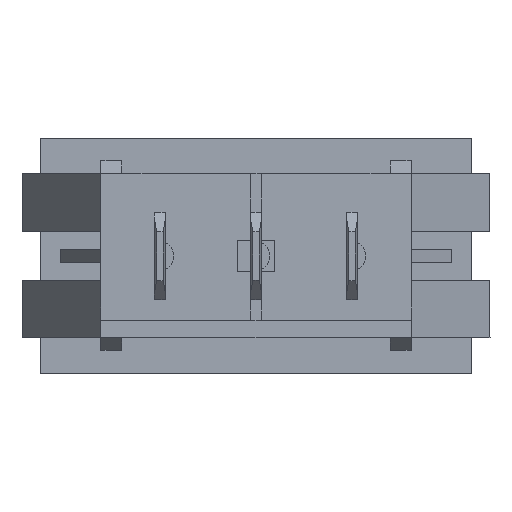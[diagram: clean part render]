
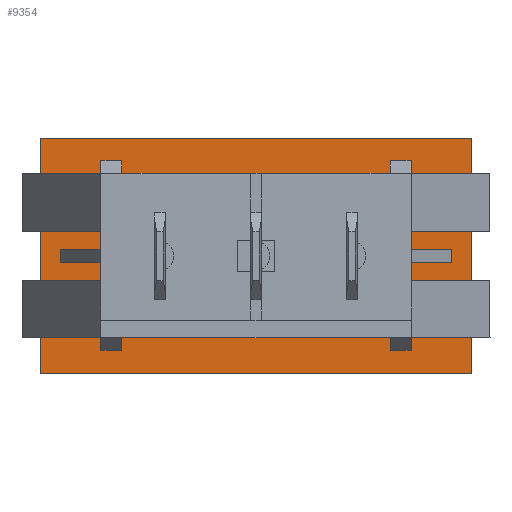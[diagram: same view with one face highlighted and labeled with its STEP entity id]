
A CAD part, front view. The second image highlights one B-rep face of the part: STEP entity #9354.
In plain terms, the highlighted planar face has unit normal (0, -1, 0).
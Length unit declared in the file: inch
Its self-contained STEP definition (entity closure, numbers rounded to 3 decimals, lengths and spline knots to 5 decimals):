
#7681=CARTESIAN_POINT('',(0.444,0.38825,-0.60945));
#7682=VERTEX_POINT('',#7681);
#7689=CARTESIAN_POINT('',(0.444,0.38825,-0.4157));
#7690=VERTEX_POINT('',#7689);
#7691=CARTESIAN_POINT('',(0.444,0.38825,-0.4157));
#7692=DIRECTION('',(0.,0.,-1.0));
#7693=VECTOR('',#7692,0.19375);
#7694=LINE('',#7691,#7693);
#7695=EDGE_CURVE('',#7690,#7682,#7694,.T.);
#7713=CARTESIAN_POINT('',(0.444,0.38825,-0.3757));
#7714=VERTEX_POINT('',#7713);
#7721=CARTESIAN_POINT('',(0.444,0.38825,-0.17945));
#7722=VERTEX_POINT('',#7721);
#7723=CARTESIAN_POINT('',(0.444,0.38825,-0.17945));
#7724=DIRECTION('',(0.,0.,-1.0));
#7725=VECTOR('',#7724,0.19625);
#7726=LINE('',#7723,#7725);
#7727=EDGE_CURVE('',#7722,#7714,#7726,.T.);
#7809=CARTESIAN_POINT('',(-0.444,0.38825,-0.17945));
#7810=VERTEX_POINT('',#7809);
#7817=CARTESIAN_POINT('',(-0.444,0.38825,-0.3757));
#7818=VERTEX_POINT('',#7817);
#7819=CARTESIAN_POINT('',(-0.444,0.38825,-0.3757));
#7820=DIRECTION('',(0.,0.,1.0));
#7821=VECTOR('',#7820,0.19625);
#7822=LINE('',#7819,#7821);
#7823=EDGE_CURVE('',#7818,#7810,#7822,.T.);
#7841=CARTESIAN_POINT('',(-0.444,0.38825,-0.4157));
#7842=VERTEX_POINT('',#7841);
#7849=CARTESIAN_POINT('',(-0.444,0.38825,-0.60945));
#7850=VERTEX_POINT('',#7849);
#7851=CARTESIAN_POINT('',(-0.444,0.38825,-0.60945));
#7852=DIRECTION('',(0.,0.,1.0));
#7853=VECTOR('',#7852,0.19375);
#7854=LINE('',#7851,#7853);
#7855=EDGE_CURVE('',#7850,#7842,#7854,.T.);
#9061=CARTESIAN_POINT('',(0.444,0.38825,-0.17945));
#9062=DIRECTION('',(-1.0,0.,0.));
#9063=VECTOR('',#9062,0.888);
#9064=LINE('',#9061,#9063);
#9065=EDGE_CURVE('',#7722,#7810,#9064,.T.);
#9099=CARTESIAN_POINT('',(-0.444,0.38825,-0.60945));
#9100=DIRECTION('',(1.0,0.,0.));
#9101=VECTOR('',#9100,0.888);
#9102=LINE('',#9099,#9101);
#9103=EDGE_CURVE('',#7850,#7682,#9102,.T.);
#9114=CARTESIAN_POINT('',(0.5595,0.38825,-0.3757));
#9115=VERTEX_POINT('',#9114);
#9116=CARTESIAN_POINT('',(0.444,0.38825,-0.3757));
#9117=DIRECTION('',(1.0,0.0,0.));
#9118=VECTOR('',#9117,0.1155);
#9119=LINE('',#9116,#9118);
#9120=EDGE_CURVE('',#7714,#9115,#9119,.T.);
#9169=CARTESIAN_POINT('',(0.5595,0.38825,-0.4157));
#9170=VERTEX_POINT('',#9169);
#9177=CARTESIAN_POINT('',(0.5595,0.38825,-0.3757));
#9178=DIRECTION('',(0.,0.,-1.0));
#9179=VECTOR('',#9178,0.04);
#9180=LINE('',#9177,#9179);
#9181=EDGE_CURVE('',#9115,#9170,#9180,.T.);
#9195=CARTESIAN_POINT('',(0.5595,0.38825,-0.4157));
#9196=DIRECTION('',(-1.0,0.0,0.));
#9197=VECTOR('',#9196,0.1155);
#9198=LINE('',#9195,#9197);
#9199=EDGE_CURVE('',#9170,#7690,#9198,.T.);
#9212=CARTESIAN_POINT('',(-0.5595,0.38825,-0.3757));
#9213=VERTEX_POINT('',#9212);
#9227=CARTESIAN_POINT('',(-0.5595,0.38825,-0.3757));
#9228=DIRECTION('',(1.0,0.0,0.));
#9229=VECTOR('',#9228,0.1155);
#9230=LINE('',#9227,#9229);
#9231=EDGE_CURVE('',#9213,#7818,#9230,.T.);
#9241=CARTESIAN_POINT('',(-0.5595,0.38825,-0.4157));
#9242=VERTEX_POINT('',#9241);
#9258=CARTESIAN_POINT('',(-0.5595,0.38825,-0.4157));
#9259=DIRECTION('',(0.,0.,1.0));
#9260=VECTOR('',#9259,0.04);
#9261=LINE('',#9258,#9260);
#9262=EDGE_CURVE('',#9242,#9213,#9261,.T.);
#9292=CARTESIAN_POINT('',(-0.444,0.38825,-0.4157));
#9293=DIRECTION('',(-1.0,0.0,0.));
#9294=VECTOR('',#9293,0.1155);
#9295=LINE('',#9292,#9294);
#9296=EDGE_CURVE('',#7842,#9242,#9295,.T.);
#9301=CARTESIAN_POINT('',(0.,0.38825,-0.3957));
#9302=DIRECTION('',(0.0,1.0,0.0));
#9303=DIRECTION('',(-1.0,0.0,0.));
#9304=AXIS2_PLACEMENT_3D('',#9301,#9302,#9303);
#9305=PLANE('',#9304);
#9306=CARTESIAN_POINT('',(0.6175,0.38825,-0.0582));
#9307=VERTEX_POINT('',#9306);
#9308=CARTESIAN_POINT('',(0.6175,0.38825,-0.7332));
#9309=VERTEX_POINT('',#9308);
#9310=CARTESIAN_POINT('',(0.6175,0.38825,-0.0582));
#9311=DIRECTION('',(0.,0.,-1.0));
#9312=VECTOR('',#9311,0.675);
#9313=LINE('',#9310,#9312);
#9314=EDGE_CURVE('',#9307,#9309,#9313,.T.);
#9315=ORIENTED_EDGE('',*,*,#9314,.F.);
#9316=CARTESIAN_POINT('',(-0.6175,0.38825,-0.0582));
#9317=VERTEX_POINT('',#9316);
#9318=CARTESIAN_POINT('',(-0.6175,0.38825,-0.0582));
#9319=DIRECTION('',(1.0,0.0,0.));
#9320=VECTOR('',#9319,1.235);
#9321=LINE('',#9318,#9320);
#9322=EDGE_CURVE('',#9317,#9307,#9321,.T.);
#9323=ORIENTED_EDGE('',*,*,#9322,.F.);
#9324=CARTESIAN_POINT('',(-0.6175,0.38825,-0.7332));
#9325=VERTEX_POINT('',#9324);
#9326=CARTESIAN_POINT('',(-0.6175,0.38825,-0.7332));
#9327=DIRECTION('',(0.,0.,1.0));
#9328=VECTOR('',#9327,0.675);
#9329=LINE('',#9326,#9328);
#9330=EDGE_CURVE('',#9325,#9317,#9329,.T.);
#9331=ORIENTED_EDGE('',*,*,#9330,.F.);
#9332=CARTESIAN_POINT('',(0.6175,0.38825,-0.7332));
#9333=DIRECTION('',(-1.0,0.0,0.));
#9334=VECTOR('',#9333,1.235);
#9335=LINE('',#9332,#9334);
#9336=EDGE_CURVE('',#9309,#9325,#9335,.T.);
#9337=ORIENTED_EDGE('',*,*,#9336,.F.);
#9338=EDGE_LOOP('',(#9315,#9323,#9331,#9337));
#9339=FACE_OUTER_BOUND('',#9338,.T.);
#9340=ORIENTED_EDGE('',*,*,#9199,.T.);
#9341=ORIENTED_EDGE('',*,*,#7695,.T.);
#9342=ORIENTED_EDGE('',*,*,#9103,.F.);
#9343=ORIENTED_EDGE('',*,*,#7855,.T.);
#9344=ORIENTED_EDGE('',*,*,#9296,.T.);
#9345=ORIENTED_EDGE('',*,*,#9262,.T.);
#9346=ORIENTED_EDGE('',*,*,#9231,.T.);
#9347=ORIENTED_EDGE('',*,*,#7823,.T.);
#9348=ORIENTED_EDGE('',*,*,#9065,.F.);
#9349=ORIENTED_EDGE('',*,*,#7727,.T.);
#9350=ORIENTED_EDGE('',*,*,#9120,.T.);
#9351=ORIENTED_EDGE('',*,*,#9181,.T.);
#9352=EDGE_LOOP('',(#9340,#9341,#9342,#9343,#9344,#9345,#9346,#9347,#9348,#9349,#9350,#9351));
#9353=FACE_BOUND('',#9352,.T.);
#9354=ADVANCED_FACE('',(#9339,#9353),#9305,.F.);
